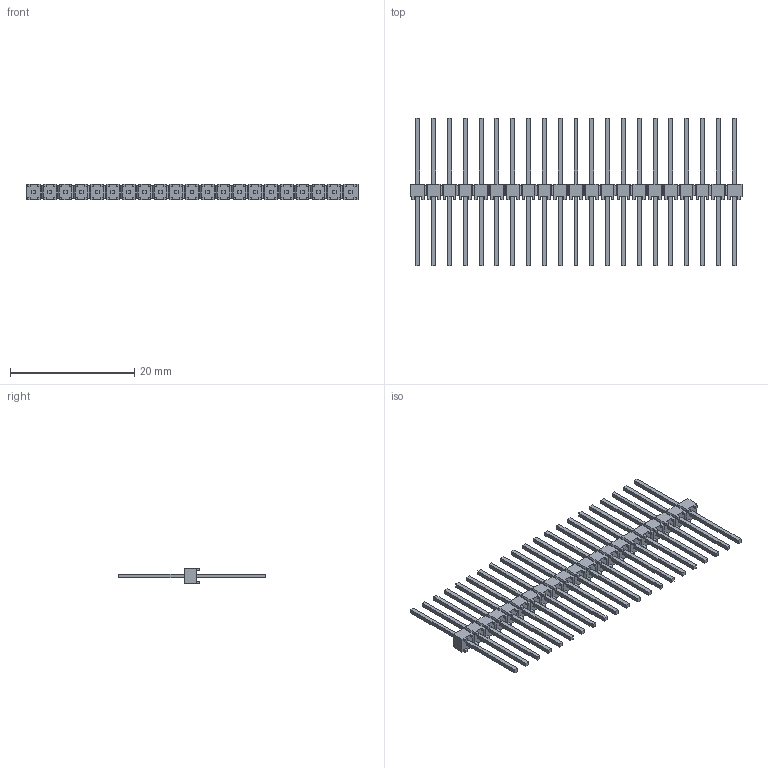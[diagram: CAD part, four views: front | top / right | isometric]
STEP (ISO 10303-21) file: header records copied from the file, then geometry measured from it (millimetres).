
FILE_DESCRIPTION(/* description */ ('STEP AP214'),/* implementation_level */ '2;1');
FILE_NAME(/* name */ 'MTSW-121-11-G-S-415',/* time_stamp */ '2025-04-05T08:34:30+02:00',/* author */ ('License CC BY-ND 4.0'),/* organization */ ('CADENAS'),/* preprocessor_version */ 'ST-DEVELOPER v19.3',/* originating_system */ 'PARTsolutions',/* authorisation */ ' ');
FILE_SCHEMA (('AUTOMOTIVE_DESIGN {1 0 10303 214 3 1 1}'));
Length unit declared in the file: inch
Products named in the file (3): MTSW-121-11-G-S-415; MTSW-121-11-G-S-415_body; MTSW-121-11-S-415
Assembly tree (2 placements, depth 2):
  MTSW-121-11-G-S-415
    MTSW-121-11-G-S-415_body
    MTSW-121-11-S-415
Bounding box: 53.34 x 23.62 x 2.54 mm (x, y, z)
Volume: 457.7 mm3; surface area: 2051.9 mm2
Topology: 2 solids, 2 shells, 922 faces, 2388 edges, 1512 vertices
Faces by surface type: plane 922
Entity records: 27374 total; most frequent: CARTESIAN_POINT 4825, ORIENTED_EDGE 4776, DIRECTION 4238, EDGE_CURVE 2388, LINE 2388, VECTOR 2388, VERTEX_POINT 1512, EDGE_LOOP 1006
